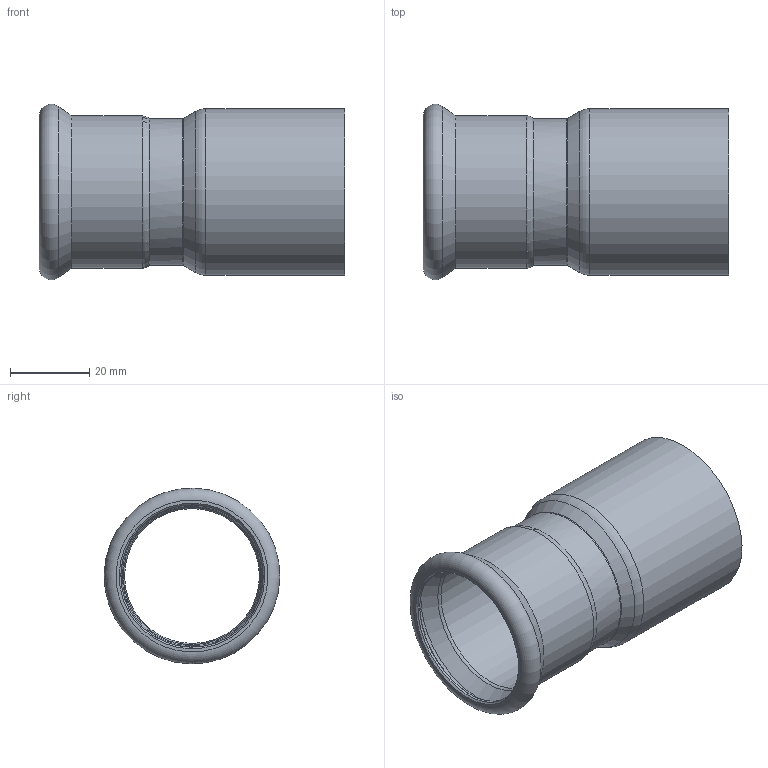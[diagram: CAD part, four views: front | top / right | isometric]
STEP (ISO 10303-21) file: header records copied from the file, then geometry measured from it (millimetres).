
FILE_DESCRIPTION(/* description */ (''),/* implementation_level */ '2;1');
FILE_NAME(/* name */ '42418.stp',/* time_stamp */ '2023-09-08T11:13:08+02:00',/* author */ ('JANAN'),/* organization */ (''),/* preprocessor_version */ 'ST-DEVELOPER v19.2',/* originating_system */ 'Autodesk Inventor 2023',/* authorisation */ '');
FILE_SCHEMA (('AUTOMOTIVE_DESIGN { 1 0 10303 214 3 1 1 }'));
Length unit declared in the file: millimetre
Products named in the file (1): tmp95F.tmp
Bounding box: 77 x 44.28 x 44.28 mm (x, y, z)
Volume: 14752.6 mm3; surface area: 19937.7 mm2
Topology: 1 solids, 1 shells, 26 faces, 51 edges, 28 vertices
Faces by surface type: torus 10, cylinder 7, cone 6, plane 3
Full cylindrical faces by diameter (mm): 34 x1, 35.3 x1, 35.9 x1, 37 x1, 38.4 x1, 39 x1, 42 x1
Entity records: 742 total; most frequent: DIRECTION 143, CARTESIAN_POINT 106, ORIENTED_EDGE 102, AXIS2_PLACEMENT_3D 65, EDGE_CURVE 51, CIRCLE 38, EDGE_LOOP 29, VERTEX_POINT 28
